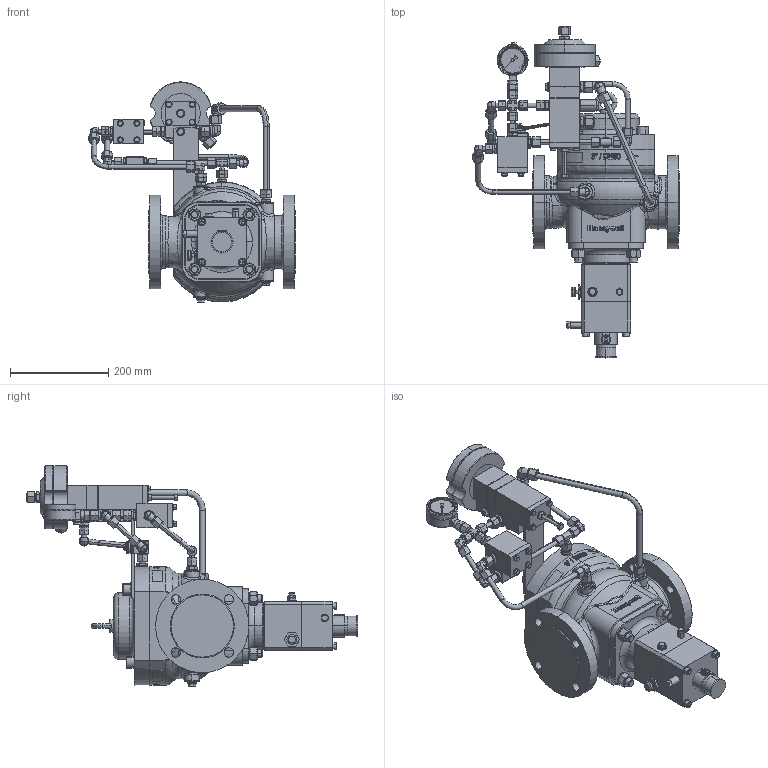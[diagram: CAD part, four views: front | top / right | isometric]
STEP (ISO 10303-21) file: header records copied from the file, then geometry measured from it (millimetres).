
FILE_DESCRIPTION (( 'STEP AP214' ), '1' );
FILE_NAME ('HON5020SSV_DN80_class150_HON630-1(mbar).STEP', '2019-09-30T09:37:28', ( '' ), ( '' ), 'SwSTEP 2.0', 'SolidWorks 2017', '' );
FILE_SCHEMA (( 'AUTOMOTIVE_DESIGN' ));
Length unit declared in the file: millimetre
Products named in the file (1): HON5020SSV_DN80_class150_HON630-1(mbar)
Bounding box: 420.22 x 675.78 x 448.65 mm (x, y, z)
Volume: 14365597.4 mm3; surface area: 864649.3 mm2
Topology: 90 solids, 90 shells, 3862 faces, 8902 edges, 5424 vertices
Faces by surface type: plane 1448, cone 869, cylinder 761, bspline 492, torus 248, sphere 44
Entity records: 181920 total; most frequent: CARTESIAN_POINT 94822, ORIENTED_EDGE 17714, DIRECTION 16052, EDGE_CURVE 8857, AXIS2_PLACEMENT_3D 6384, VERTEX_POINT 5422, EDGE_LOOP 4131, FACE_OUTER_BOUND 3862
